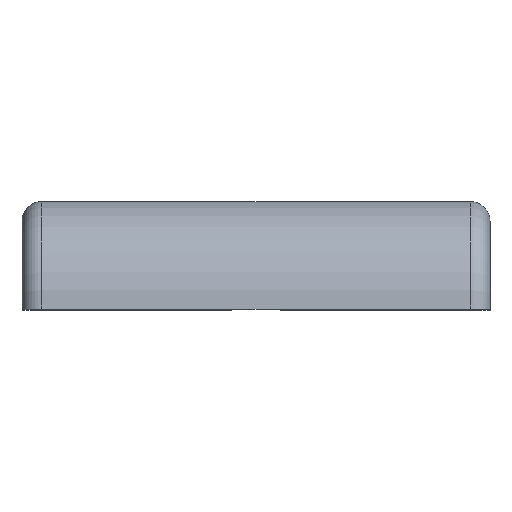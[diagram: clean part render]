
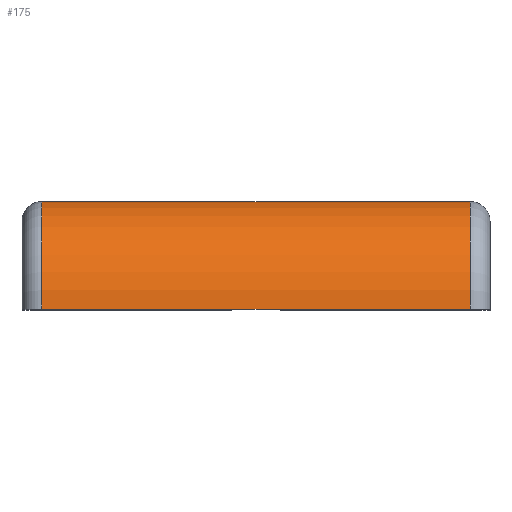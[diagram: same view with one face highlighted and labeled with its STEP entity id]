
A CAD part, top view. The second image highlights one B-rep face of the part: STEP entity #175.
In plain terms, the highlighted cylindrical face has radius 11 mm (diameter 22 mm), a partial arc.
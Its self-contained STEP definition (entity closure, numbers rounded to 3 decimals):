
#28 = LINE ( 'NONE', #54, #1178 ) ;
#54 = CARTESIAN_POINT ( 'NONE',  ( 47.8, 51.064, 113.172 ) ) ;
#78 = DIRECTION ( 'NONE',  ( 0., 0., -1. ) ) ;
#95 = VECTOR ( 'NONE', #788, 1000. ) ;
#96 = VERTEX_POINT ( 'NONE', #585 ) ;
#149 = AXIS2_PLACEMENT_3D ( 'NONE', #295, #1826, #78 ) ;
#150 = ORIENTED_EDGE ( 'NONE', *, *, #2039, .F. ) ;
#175 = ADVANCED_FACE ( 'NONE', ( #1154 ), #662, .T. ) ;
#248 = CARTESIAN_POINT ( 'NONE',  ( 45.8, 51.064, 102.172 ) ) ;
#258 = DIRECTION ( 'NONE',  ( -1., 0., 0. ) ) ;
#295 = CARTESIAN_POINT ( 'NONE',  ( 2., 51.064, 102.172 ) ) ;
#441 = ORIENTED_EDGE ( 'NONE', *, *, #552, .T. ) ;
#552 = EDGE_CURVE ( 'NONE', #2465, #1802, #2416, .T. ) ;
#585 = CARTESIAN_POINT ( 'NONE',  ( 45.8, 62.064, 102.172 ) ) ;
#628 = CARTESIAN_POINT ( 'NONE',  ( 47.8, 51.064, 102.172 ) ) ;
#662 = CYLINDRICAL_SURFACE ( 'NONE', #1775, 11. ) ;
#749 = ORIENTED_EDGE ( 'NONE', *, *, #1895, .T. ) ;
#788 = DIRECTION ( 'NONE',  ( -1., 0., 0. ) ) ;
#923 = DIRECTION ( 'NONE',  ( 0., 0., -1. ) ) ;
#936 = EDGE_LOOP ( 'NONE', ( #2298, #441, #150, #749 ) ) ;
#1154 = FACE_OUTER_BOUND ( 'NONE', #936, .T. ) ;
#1178 = VECTOR ( 'NONE', #2081, 1000. ) ;
#1292 = DIRECTION ( 'NONE',  ( 0., 0., 1. ) ) ;
#1346 = CARTESIAN_POINT ( 'NONE',  ( 2., 62.064, 102.172 ) ) ;
#1380 = CARTESIAN_POINT ( 'NONE',  ( 45.8, 51.064, 113.172 ) ) ;
#1499 = AXIS2_PLACEMENT_3D ( 'NONE', #248, #258, #923 ) ;
#1636 = CARTESIAN_POINT ( 'NONE',  ( 47.8, 62.064, 102.172 ) ) ;
#1676 = LINE ( 'NONE', #1636, #95 ) ;
#1775 = AXIS2_PLACEMENT_3D ( 'NONE', #628, #2168, #1292 ) ;
#1802 = VERTEX_POINT ( 'NONE', #2210 ) ;
#1826 = DIRECTION ( 'NONE',  ( 1., 0., 0. ) ) ;
#1895 = EDGE_CURVE ( 'NONE', #2401, #96, #2208, .T. ) ;
#2039 = EDGE_CURVE ( 'NONE', #2401, #1802, #28, .T. ) ;
#2081 = DIRECTION ( 'NONE',  ( -1., 0., 0. ) ) ;
#2162 = EDGE_CURVE ( 'NONE', #96, #2465, #1676, .T. ) ;
#2168 = DIRECTION ( 'NONE',  ( -1., 0., 0. ) ) ;
#2208 = CIRCLE ( 'NONE', #1499, 11. ) ;
#2210 = CARTESIAN_POINT ( 'NONE',  ( 2., 51.064, 113.172 ) ) ;
#2298 = ORIENTED_EDGE ( 'NONE', *, *, #2162, .T. ) ;
#2401 = VERTEX_POINT ( 'NONE', #1380 ) ;
#2416 = CIRCLE ( 'NONE', #149, 11. ) ;
#2465 = VERTEX_POINT ( 'NONE', #1346 ) ;
